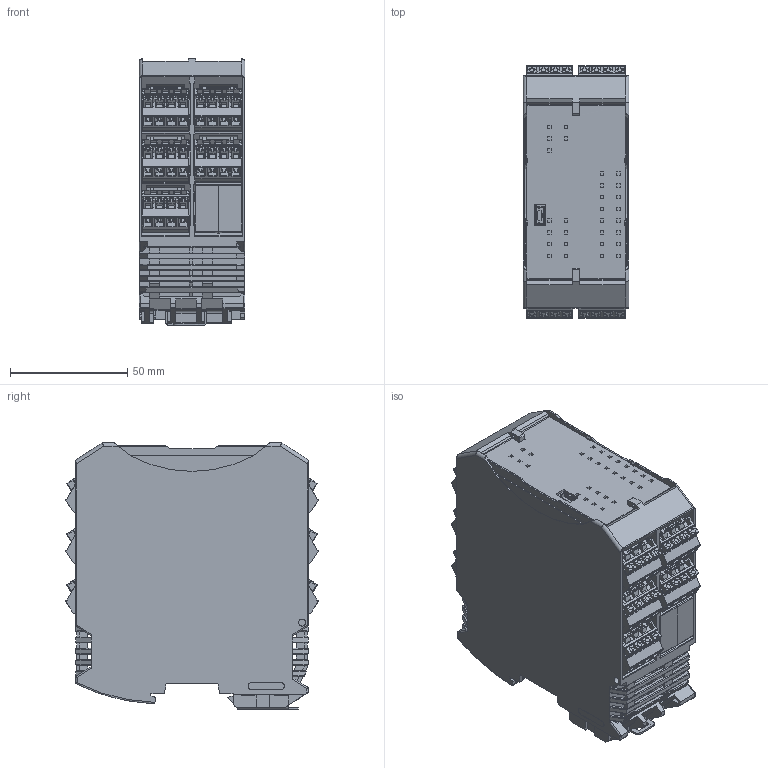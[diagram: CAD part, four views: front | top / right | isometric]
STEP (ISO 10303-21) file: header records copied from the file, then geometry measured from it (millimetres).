
FILE_DESCRIPTION (( 'STEP AP214' ), '1' );
FILE_NAME ('MZERO-16-4C.STEP', '2024-06-13T18:06:44', ( '' ), ( '' ), 'SwSTEP 2.0', 'SolidWorks 2023', '' );
FILE_SCHEMA (( 'AUTOMOTIVE_DESIGN' ));
Length unit declared in the file: inch
Products named in the file (1): MZERO-16-4C
Bounding box: 45.2 x 107.74 x 113.65 mm (x, y, z)
Volume: 405119.8 mm3; surface area: 94545.4 mm2
Topology: 2 solids, 2 shells, 6746 faces, 19044 edges, 12114 vertices
Faces by surface type: plane 4645, cylinder 1744, bspline 322, cone 35
Full cylindrical faces by diameter (mm): 0.8 x2, 1.35 x1, 1.4 x1, 3 x1
Entity records: 229953 total; most frequent: CARTESIAN_POINT 59885, ORIENTED_EDGE 37912, DIRECTION 31698, EDGE_CURVE 18956, VECTOR 14796, LINE 14796, VERTEX_POINT 12112, AXIS2_PLACEMENT_3D 8451
